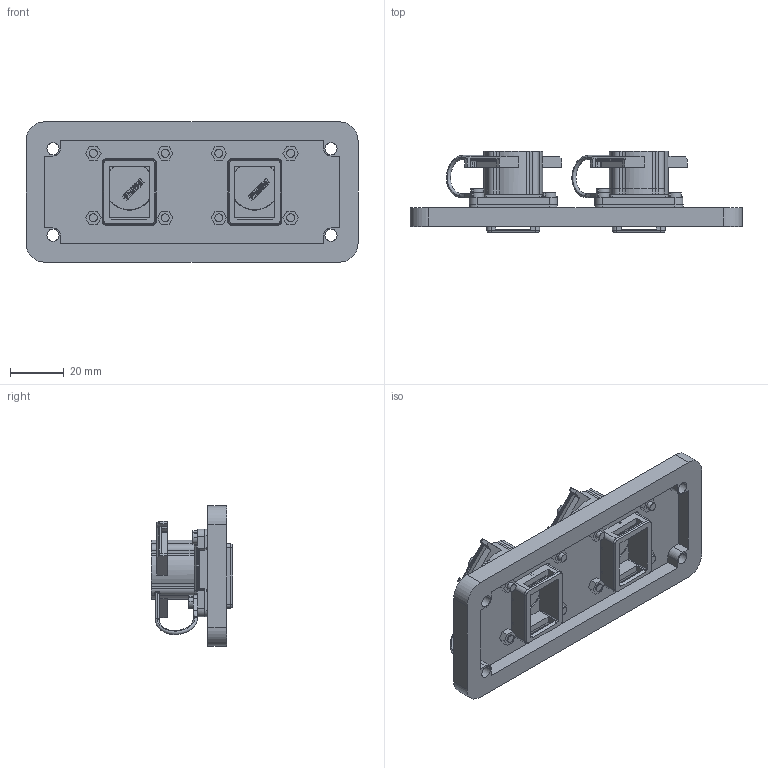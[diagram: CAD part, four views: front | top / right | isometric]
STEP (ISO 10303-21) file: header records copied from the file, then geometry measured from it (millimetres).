
FILE_DESCRIPTION(('Creo Elements/Direct Modeling STEP Export'),'2;1');
FILE_NAME('model.stp','2019-04-07T 1:29:58',(''),(''),'Creo Elements/Direct Modeling STEP processor for AP214 (Solid Model)','Creo Elements/Direct Modeling 20.1A 29-Sep-2018 (C) Parametric Technology GmbH','');
FILE_SCHEMA(('AUTOMOTIVE_DESIGN { 1 0 10303 214 1 1 1 1 }'));
Length unit declared in the file: millimetre
Products named in the file (5): VS-ADP16-RJ45-RJ45; VS-ADP16-RJ45-RJ45-1; VS-ADP16-RJ45-RJ45-2; VS-ADP16-RJ45-RJ45-3
Assembly tree (4 placements, depth 2):
  VS-ADP16-RJ45-RJ45
    VS-ADP16-RJ45-RJ45-3
    VS-ADP16-RJ45-RJ45-2
    VS-ADP16-RJ45-RJ45-1
    VS-ADP16-RJ45-RJ45
Bounding box: 123 x 30.3 x 52 mm (x, y, z)
Volume: 39559.2 mm3; surface area: 32536 mm2
Topology: 4 solids, 4 shells, 1568 faces, 4169 edges, 2732 vertices
Faces by surface type: plane 1012, cylinder 356, extrusion 132, torus 38, cone 18, bspline 12
Entity records: 63450 total; most frequent: CARTESIAN_POINT 12848, ORIENTED_EDGE 8338, DIRECTION 7103, EDGE_CURVE 4169, VECTOR 3077, LINE 2945, VERTEX_POINT 2732, AXIS2_PLACEMENT_3D 2013
